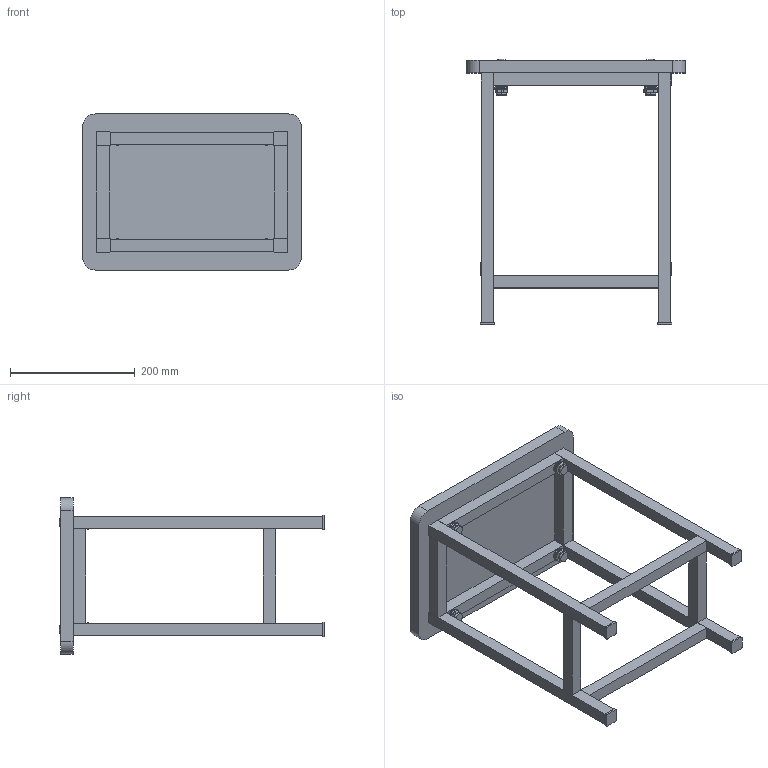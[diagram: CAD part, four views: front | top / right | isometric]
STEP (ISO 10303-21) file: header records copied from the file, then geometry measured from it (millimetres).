
FILE_DESCRIPTION (( 'STEP AP203' ), '1' );
FILE_NAME ('脾赽.STEP', '2025-01-17T13:11:00', ( 'zqq' ), ( 'zqq' ), 'SwSTEP 2.0', 'SolidWorks 2024', '' );
FILE_SCHEMA (( 'CONFIG_CONTROL_DESIGN' ));
Length unit declared in the file: millimetre
Products named in the file (30): 短杆3; 螺丝2; 螺母1; 横杆2; 竖杆3; 橡胶圈4; 橡胶圈3; 螺母4; 螺丝4; 短杆2; 橡胶圈2; 竖杆1; 竖杆4; 凳子; 短杆4; 垫片3; 横杆4; 橡胶圈1; 螺丝1; 短杆1; 螺丝3; 垫片4; 垫片1; 竖杆2; 垫片2; 螺母3; 螺母2; 横杆1; 横杆3; 凳面
Assembly tree (29 placements, depth 2):
  凳子
    凳面
    螺丝1
    螺丝2
    螺丝3
    螺丝4
    横杆1
    横杆2
    横杆3
    横杆4
    竖杆1
    竖杆2
    竖杆3
    竖杆4
    短杆1
    短杆2
    短杆3
    短杆4
    垫片1
    垫片2
    垫片3
    垫片4
    螺母4
    橡胶圈1
    橡胶圈2
    橡胶圈3
    橡胶圈4
    螺母1
    螺母2
    螺母3
Bounding box: 350 x 425.29 x 250 mm (x, y, z)
Volume: 2349869.8 mm3; surface area: 684834.3 mm2
Topology: 29 solids, 29 shells, 609 faces, 1560 edges, 1028 vertices
Faces by surface type: plane 430, cylinder 76, bspline 63, torus 32, cone 8
Entity records: 23908 total; most frequent: CARTESIAN_POINT 5980, ORIENTED_EDGE 3104, DIRECTION 2830, EDGE_CURVE 1552, LINE 1178, VECTOR 1178, VERTEX_POINT 1028, AXIS2_PLACEMENT_3D 826
